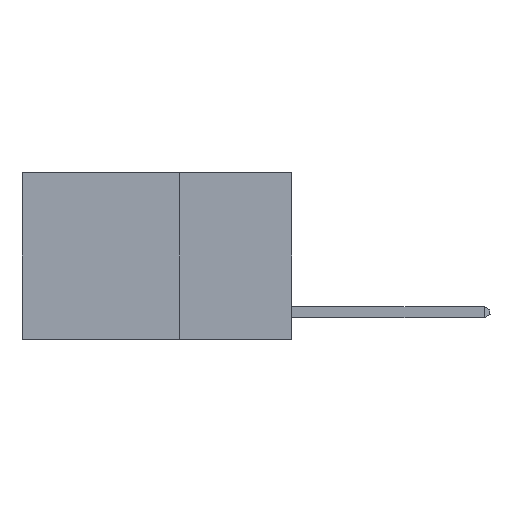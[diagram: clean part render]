
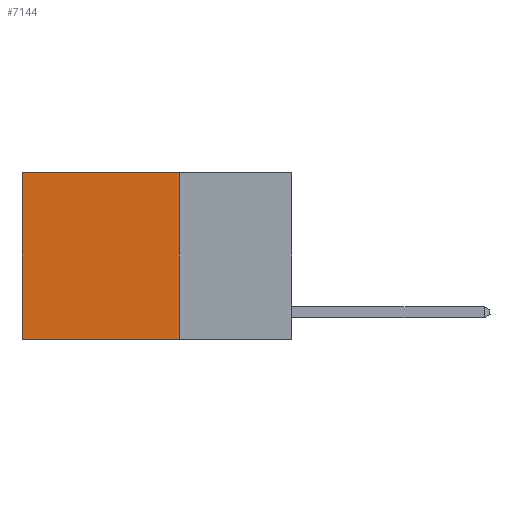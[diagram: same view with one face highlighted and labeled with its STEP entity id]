
A CAD part, left-side view. The second image highlights one B-rep face of the part: STEP entity #7144.
In plain terms, the highlighted planar face has unit normal (-1, 0, 0).
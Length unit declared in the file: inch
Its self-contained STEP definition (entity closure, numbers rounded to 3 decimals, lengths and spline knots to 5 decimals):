
#50 = LINE ( 'NONE', #3945, #15073 ) ;
#1300 = AXIS2_PLACEMENT_3D ( 'NONE', #2673, #13148, #4198 ) ;
#1738 = CARTESIAN_POINT ( 'NONE',  ( 0.2625, 0.6, 0. ) ) ;
#2673 = CARTESIAN_POINT ( 'NONE',  ( 0.2625, 0.25, 0. ) ) ;
#2717 = CARTESIAN_POINT ( 'NONE',  ( 0.2625, 0.6, 0. ) ) ;
#2962 = LINE ( 'NONE', #19196, #19430 ) ;
#3945 = CARTESIAN_POINT ( 'NONE',  ( 0.2625, 0.25, 0. ) ) ;
#3948 = EDGE_CURVE ( 'NONE', #12679, #19018, #6313, .T. ) ;
#4198 = DIRECTION ( 'NONE',  ( 0., 0., -1. ) ) ;
#4240 = DIRECTION ( 'NONE',  ( 0., 0., -1. ) ) ;
#4494 = EDGE_CURVE ( 'NONE', #6921, #14980, #2962, .T. ) ;
#6313 = LINE ( 'NONE', #2717, #9794 ) ;
#6827 = ORIENTED_EDGE ( 'NONE', *, *, #4494, .F. ) ;
#6921 = VERTEX_POINT ( 'NONE', #18646 ) ;
#7144 = ADVANCED_FACE ( 'NONE', ( #9768 ), #10149, .F. ) ;
#7413 = ORIENTED_EDGE ( 'NONE', *, *, #3948, .T. ) ;
#7478 = CARTESIAN_POINT ( 'NONE',  ( 0.2625, 0.25, -0.37 ) ) ;
#8803 = EDGE_CURVE ( 'NONE', #6921, #12679, #50, .T. ) ;
#9768 = FACE_OUTER_BOUND ( 'NONE', #15123, .T. ) ;
#9794 = VECTOR ( 'NONE', #4240, 39.37008 ) ;
#10149 = PLANE ( 'NONE',  #1300 ) ;
#10177 = DIRECTION ( 'NONE',  ( 0., 0., -1. ) ) ;
#10549 = LINE ( 'NONE', #11155, #17602 ) ;
#11155 = CARTESIAN_POINT ( 'NONE',  ( 0.2625, 0.25, -0.37 ) ) ;
#12679 = VERTEX_POINT ( 'NONE', #1738 ) ;
#12906 = DIRECTION ( 'NONE',  ( 0., 1., 0. ) ) ;
#13148 = DIRECTION ( 'NONE',  ( 1., 0., 0. ) ) ;
#13919 = CARTESIAN_POINT ( 'NONE',  ( 0.2625, 0.6, -0.37 ) ) ;
#14831 = ORIENTED_EDGE ( 'NONE', *, *, #16650, .F. ) ;
#14980 = VERTEX_POINT ( 'NONE', #7478 ) ;
#15073 = VECTOR ( 'NONE', #12906, 39.37008 ) ;
#15123 = EDGE_LOOP ( 'NONE', ( #7413, #14831, #6827, #15148 ) ) ;
#15148 = ORIENTED_EDGE ( 'NONE', *, *, #8803, .T. ) ;
#16650 = EDGE_CURVE ( 'NONE', #14980, #19018, #10549, .T. ) ;
#17602 = VECTOR ( 'NONE', #18658, 39.37008 ) ;
#18646 = CARTESIAN_POINT ( 'NONE',  ( 0.2625, 0.25, 0. ) ) ;
#18658 = DIRECTION ( 'NONE',  ( 0., 1., 0. ) ) ;
#19018 = VERTEX_POINT ( 'NONE', #13919 ) ;
#19196 = CARTESIAN_POINT ( 'NONE',  ( 0.2625, 0.25, 0. ) ) ;
#19430 = VECTOR ( 'NONE', #10177, 39.37008 ) ;
